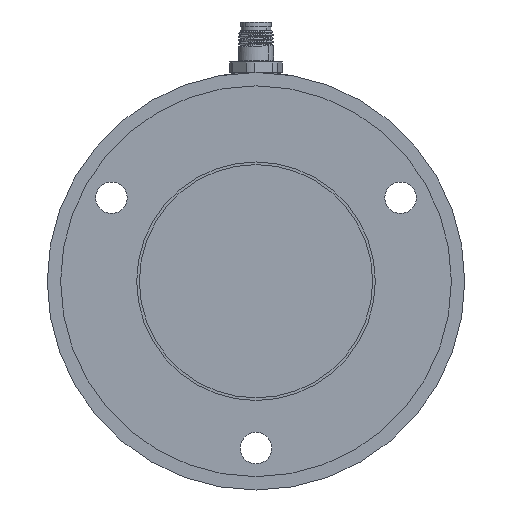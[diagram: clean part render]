
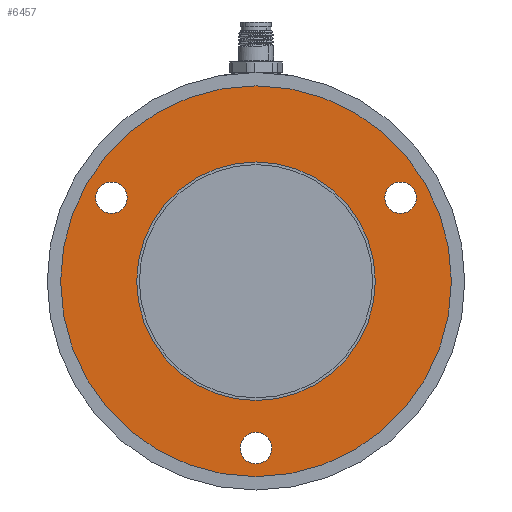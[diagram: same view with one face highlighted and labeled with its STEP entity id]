
A CAD part, front view. The second image highlights one B-rep face of the part: STEP entity #6457.
In plain terms, the highlighted planar face has unit normal (0, -1, 0).
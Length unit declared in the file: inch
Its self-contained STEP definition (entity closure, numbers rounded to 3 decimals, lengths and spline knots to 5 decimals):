
#82 = EDGE_LOOP ( 'NONE', ( #7781, #1616 ) ) ;
#114 = AXIS2_PLACEMENT_3D ( 'NONE', #8407, #1968, #3614 ) ;
#441 = CARTESIAN_POINT ( 'NONE',  ( 0.8119, 0., 0.46875 ) ) ;
#491 = EDGE_CURVE ( 'NONE', #3755, #1122, #9745, .T. ) ;
#581 = DIRECTION ( 'NONE',  ( 0., 0., 1. ) ) ;
#618 = DIRECTION ( 'NONE',  ( 0., 1., 0. ) ) ;
#693 = CARTESIAN_POINT ( 'NONE',  ( 0.8119, 0., 0.55725 ) ) ;
#707 = EDGE_LOOP ( 'NONE', ( #5637, #8046 ) ) ;
#864 = PLANE ( 'NONE',  #6754 ) ;
#1070 = DIRECTION ( 'NONE',  ( 0., 0., -1. ) ) ;
#1122 = VERTEX_POINT ( 'NONE', #10486 ) ;
#1170 = VERTEX_POINT ( 'NONE', #3598 ) ;
#1290 = DIRECTION ( 'NONE',  ( 0., -1., 0. ) ) ;
#1325 = AXIS2_PLACEMENT_3D ( 'NONE', #2948, #1290, #7732 ) ;
#1331 = CIRCLE ( 'NONE', #8726, 1.0975 ) ;
#1481 = DIRECTION ( 'NONE',  ( 0., -1., 0. ) ) ;
#1497 = ORIENTED_EDGE ( 'NONE', *, *, #2782, .T. ) ;
#1532 = CARTESIAN_POINT ( 'NONE',  ( 0., 0., -1.0975 ) ) ;
#1544 = DIRECTION ( 'NONE',  ( 0., 1., 0. ) ) ;
#1562 = FACE_OUTER_BOUND ( 'NONE', #4766, .T. ) ;
#1616 = ORIENTED_EDGE ( 'NONE', *, *, #9369, .F. ) ;
#1736 = VERTEX_POINT ( 'NONE', #1532 ) ;
#1959 = ORIENTED_EDGE ( 'NONE', *, *, #3588, .T. ) ;
#1968 = DIRECTION ( 'NONE',  ( 0., 1., 0. ) ) ;
#2200 = DIRECTION ( 'NONE',  ( 0., 0., 1. ) ) ;
#2459 = FACE_BOUND ( 'NONE', #82, .T. ) ;
#2652 = ORIENTED_EDGE ( 'NONE', *, *, #6200, .T. ) ;
#2657 = CIRCLE ( 'NONE', #3527, 1.0975 ) ;
#2782 = EDGE_CURVE ( 'NONE', #8764, #1170, #5291, .T. ) ;
#2948 = CARTESIAN_POINT ( 'NONE',  ( 0., 0., 0. ) ) ;
#3187 = EDGE_CURVE ( 'NONE', #3240, #4643, #8383, .T. ) ;
#3240 = VERTEX_POINT ( 'NONE', #6386 ) ;
#3527 = AXIS2_PLACEMENT_3D ( 'NONE', #6140, #5345, #8687 ) ;
#3588 = EDGE_CURVE ( 'NONE', #9460, #1736, #1331, .T. ) ;
#3598 = CARTESIAN_POINT ( 'NONE',  ( -0.8119, 0., 0.55725 ) ) ;
#3614 = DIRECTION ( 'NONE',  ( 0., 0., 1. ) ) ;
#3730 = CIRCLE ( 'NONE', #4092, 0.0885 ) ;
#3755 = VERTEX_POINT ( 'NONE', #4076 ) ;
#4076 = CARTESIAN_POINT ( 'NONE',  ( 0., 0., -0.849 ) ) ;
#4092 = AXIS2_PLACEMENT_3D ( 'NONE', #8506, #4396, #581 ) ;
#4275 = CIRCLE ( 'NONE', #8208, 0.67 ) ;
#4396 = DIRECTION ( 'NONE',  ( 0., 1., 0. ) ) ;
#4618 = VERTEX_POINT ( 'NONE', #5460 ) ;
#4643 = VERTEX_POINT ( 'NONE', #8856 ) ;
#4766 = EDGE_LOOP ( 'NONE', ( #2652, #1959 ) ) ;
#4767 = CIRCLE ( 'NONE', #8022, 0.0885 ) ;
#4770 = ORIENTED_EDGE ( 'NONE', *, *, #491, .T. ) ;
#4825 = DIRECTION ( 'NONE',  ( 0., 0., 1. ) ) ;
#5091 = AXIS2_PLACEMENT_3D ( 'NONE', #441, #6994, #6198 ) ;
#5126 = AXIS2_PLACEMENT_3D ( 'NONE', #7977, #618, #7821 ) ;
#5250 = CARTESIAN_POINT ( 'NONE',  ( 0., 0., 0. ) ) ;
#5291 = CIRCLE ( 'NONE', #5126, 0.0885 ) ;
#5345 = DIRECTION ( 'NONE',  ( 0., -1., 0. ) ) ;
#5460 = CARTESIAN_POINT ( 'NONE',  ( 0.8119, 0., 0.38025 ) ) ;
#5519 = DIRECTION ( 'NONE',  ( 0., 0., -1. ) ) ;
#5637 = ORIENTED_EDGE ( 'NONE', *, *, #6913, .T. ) ;
#5805 = CIRCLE ( 'NONE', #7346, 0.0885 ) ;
#5912 = CARTESIAN_POINT ( 'NONE',  ( -0.67, 0., 0. ) ) ;
#6105 = CIRCLE ( 'NONE', #5091, 0.0885 ) ;
#6140 = CARTESIAN_POINT ( 'NONE',  ( 0., 0., 0. ) ) ;
#6198 = DIRECTION ( 'NONE',  ( 0., 0., 1. ) ) ;
#6200 = EDGE_CURVE ( 'NONE', #1736, #9460, #2657, .T. ) ;
#6386 = CARTESIAN_POINT ( 'NONE',  ( 0., 0., -0.67 ) ) ;
#6457 = ADVANCED_FACE ( 'NONE', ( #10662, #7201, #9807, #2459, #1562 ), #864, .F. ) ;
#6753 = CARTESIAN_POINT ( 'NONE',  ( 0., 0., 1.0975 ) ) ;
#6754 = AXIS2_PLACEMENT_3D ( 'NONE', #5912, #7663, #8452 ) ;
#6913 = EDGE_CURVE ( 'NONE', #8451, #4618, #6105, .T. ) ;
#6994 = DIRECTION ( 'NONE',  ( 0., 1., 0. ) ) ;
#7201 = FACE_BOUND ( 'NONE', #707, .T. ) ;
#7262 = ORIENTED_EDGE ( 'NONE', *, *, #7587, .T. ) ;
#7346 = AXIS2_PLACEMENT_3D ( 'NONE', #9618, #1544, #4825 ) ;
#7587 = EDGE_CURVE ( 'NONE', #1170, #8764, #4767, .T. ) ;
#7663 = DIRECTION ( 'NONE',  ( 0., 1., 0. ) ) ;
#7732 = DIRECTION ( 'NONE',  ( 0., 0., -1. ) ) ;
#7781 = ORIENTED_EDGE ( 'NONE', *, *, #3187, .F. ) ;
#7821 = DIRECTION ( 'NONE',  ( 0., 0., 1. ) ) ;
#7977 = CARTESIAN_POINT ( 'NONE',  ( -0.8119, 0., 0.46875 ) ) ;
#8022 = AXIS2_PLACEMENT_3D ( 'NONE', #8580, #10298, #2200 ) ;
#8046 = ORIENTED_EDGE ( 'NONE', *, *, #9171, .T. ) ;
#8208 = AXIS2_PLACEMENT_3D ( 'NONE', #8860, #1481, #5519 ) ;
#8383 = CIRCLE ( 'NONE', #1325, 0.67 ) ;
#8407 = CARTESIAN_POINT ( 'NONE',  ( 0., 0., -0.9375 ) ) ;
#8451 = VERTEX_POINT ( 'NONE', #693 ) ;
#8452 = DIRECTION ( 'NONE',  ( 0., 0., 1. ) ) ;
#8497 = DIRECTION ( 'NONE',  ( 0., -1., 0. ) ) ;
#8506 = CARTESIAN_POINT ( 'NONE',  ( 0.8119, 0., 0.46875 ) ) ;
#8580 = CARTESIAN_POINT ( 'NONE',  ( -0.8119, 0., 0.46875 ) ) ;
#8687 = DIRECTION ( 'NONE',  ( 0., 0., -1. ) ) ;
#8726 = AXIS2_PLACEMENT_3D ( 'NONE', #5250, #8497, #1070 ) ;
#8764 = VERTEX_POINT ( 'NONE', #9663 ) ;
#8856 = CARTESIAN_POINT ( 'NONE',  ( 0., 0., 0.67 ) ) ;
#8860 = CARTESIAN_POINT ( 'NONE',  ( 0., 0., 0. ) ) ;
#9089 = EDGE_LOOP ( 'NONE', ( #4770, #10056 ) ) ;
#9171 = EDGE_CURVE ( 'NONE', #4618, #8451, #3730, .T. ) ;
#9318 = EDGE_LOOP ( 'NONE', ( #7262, #1497 ) ) ;
#9341 = EDGE_CURVE ( 'NONE', #1122, #3755, #5805, .T. ) ;
#9369 = EDGE_CURVE ( 'NONE', #4643, #3240, #4275, .T. ) ;
#9460 = VERTEX_POINT ( 'NONE', #6753 ) ;
#9618 = CARTESIAN_POINT ( 'NONE',  ( 0., 0., -0.9375 ) ) ;
#9663 = CARTESIAN_POINT ( 'NONE',  ( -0.8119, 0., 0.38025 ) ) ;
#9745 = CIRCLE ( 'NONE', #114, 0.0885 ) ;
#9807 = FACE_BOUND ( 'NONE', #9089, .T. ) ;
#10056 = ORIENTED_EDGE ( 'NONE', *, *, #9341, .T. ) ;
#10298 = DIRECTION ( 'NONE',  ( 0., 1., 0. ) ) ;
#10486 = CARTESIAN_POINT ( 'NONE',  ( 0., 0., -1.026 ) ) ;
#10662 = FACE_BOUND ( 'NONE', #9318, .T. ) ;
